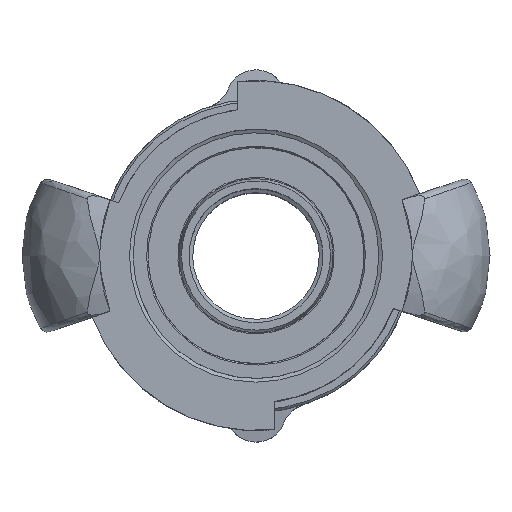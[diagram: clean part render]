
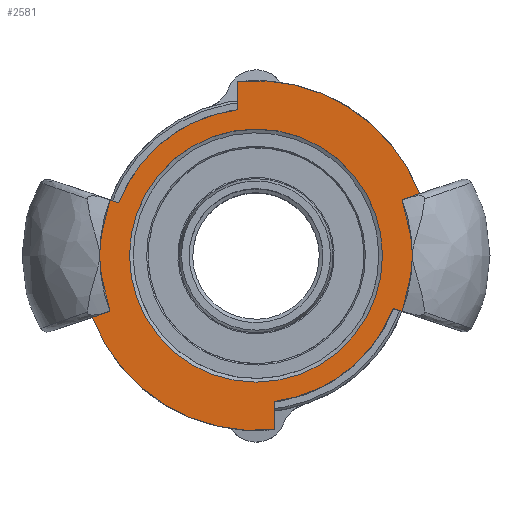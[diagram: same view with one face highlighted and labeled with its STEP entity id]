
A CAD part, top view. The second image highlights one B-rep face of the part: STEP entity #2581.
In plain terms, the highlighted planar face has unit normal (0, 0, 1).
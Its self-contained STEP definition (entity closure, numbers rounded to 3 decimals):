
#205=LINE('',#4694,#332);
#206=LINE('',#4698,#333);
#207=LINE('',#4701,#334);
#208=LINE('',#4703,#335);
#209=LINE('',#4707,#336);
#210=LINE('',#4710,#337);
#332=VECTOR('',#3296,10.);
#333=VECTOR('',#3299,10.);
#334=VECTOR('',#3302,10.);
#335=VECTOR('',#3303,10.);
#336=VECTOR('',#3306,10.);
#337=VECTOR('',#3309,10.);
#443=FACE_BOUND('',#651,.T.);
#504=FACE_OUTER_BOUND('',#650,.T.);
#650=EDGE_LOOP('',(#1890,#1891,#1892,#1893,#1894,#1895,#1896,#1897,#1898,
#1899,#1900,#1901));
#651=EDGE_LOOP('',(#1902,#1903));
#808=CIRCLE('',#2789,17.);
#809=CIRCLE('',#2790,17.);
#820=CIRCLE('',#2805,19.75);
#823=CIRCLE('',#2809,19.75);
#826=CIRCLE('',#2814,25.5);
#827=CIRCLE('',#2815,23.497);
#828=CIRCLE('',#2816,25.5);
#829=CIRCLE('',#2817,23.5);
#1020=VERTEX_POINT('',#4235);
#1021=VERTEX_POINT('',#4236);
#1046=VERTEX_POINT('',#4578);
#1047=VERTEX_POINT('',#4580);
#1053=VERTEX_POINT('',#4628);
#1054=VERTEX_POINT('',#4630);
#1061=VERTEX_POINT('',#4693);
#1062=VERTEX_POINT('',#4695);
#1063=VERTEX_POINT('',#4697);
#1064=VERTEX_POINT('',#4699);
#1065=VERTEX_POINT('',#4702);
#1066=VERTEX_POINT('',#4704);
#1067=VERTEX_POINT('',#4706);
#1068=VERTEX_POINT('',#4708);
#1319=EDGE_CURVE('',#1020,#1021,#808,.T.);
#1320=EDGE_CURVE('',#1021,#1020,#809,.T.);
#1352=EDGE_CURVE('',#1046,#1047,#820,.T.);
#1360=EDGE_CURVE('',#1053,#1054,#823,.T.);
#1368=EDGE_CURVE('',#1061,#1053,#205,.T.);
#1369=EDGE_CURVE('',#1062,#1061,#826,.T.);
#1370=EDGE_CURVE('',#1063,#1062,#206,.T.);
#1371=EDGE_CURVE('',#1063,#1064,#827,.T.);
#1372=EDGE_CURVE('',#1064,#1047,#207,.T.);
#1373=EDGE_CURVE('',#1065,#1046,#208,.T.);
#1374=EDGE_CURVE('',#1066,#1065,#828,.T.);
#1375=EDGE_CURVE('',#1067,#1066,#209,.T.);
#1376=EDGE_CURVE('',#1067,#1068,#829,.T.);
#1377=EDGE_CURVE('',#1068,#1054,#210,.T.);
#1890=ORIENTED_EDGE('',*,*,#1368,.F.);
#1891=ORIENTED_EDGE('',*,*,#1369,.F.);
#1892=ORIENTED_EDGE('',*,*,#1370,.F.);
#1893=ORIENTED_EDGE('',*,*,#1371,.T.);
#1894=ORIENTED_EDGE('',*,*,#1372,.T.);
#1895=ORIENTED_EDGE('',*,*,#1352,.F.);
#1896=ORIENTED_EDGE('',*,*,#1373,.F.);
#1897=ORIENTED_EDGE('',*,*,#1374,.F.);
#1898=ORIENTED_EDGE('',*,*,#1375,.F.);
#1899=ORIENTED_EDGE('',*,*,#1376,.T.);
#1900=ORIENTED_EDGE('',*,*,#1377,.T.);
#1901=ORIENTED_EDGE('',*,*,#1360,.F.);
#1902=ORIENTED_EDGE('',*,*,#1319,.T.);
#1903=ORIENTED_EDGE('',*,*,#1320,.T.);
#2355=PLANE('',#2813);
#2581=ADVANCED_FACE('',(#504,#443),#2355,.F.);
#2789=AXIS2_PLACEMENT_3D('',#4237,#3237,#3238);
#2790=AXIS2_PLACEMENT_3D('',#4238,#3239,#3240);
#2805=AXIS2_PLACEMENT_3D('',#4581,#3273,#3274);
#2809=AXIS2_PLACEMENT_3D('',#4631,#3284,#3285);
#2813=AXIS2_PLACEMENT_3D('',#4692,#3294,#3295);
#2814=AXIS2_PLACEMENT_3D('',#4696,#3297,#3298);
#2815=AXIS2_PLACEMENT_3D('',#4700,#3300,#3301);
#2816=AXIS2_PLACEMENT_3D('',#4705,#3304,#3305);
#2817=AXIS2_PLACEMENT_3D('',#4709,#3307,#3308);
#3237=DIRECTION('center_axis',(0.,0.,
-1.));
#3238=DIRECTION('ref_axis',(-1.,0.,0.));
#3239=DIRECTION('center_axis',(0.,0.,
-1.));
#3240=DIRECTION('ref_axis',(-1.,0.,0.));
#3273=DIRECTION('center_axis',(0.,0.,
-1.));
#3274=DIRECTION('ref_axis',(1.,0.,0.));
#3284=DIRECTION('center_axis',(0.,0.,
-1.));
#3285=DIRECTION('ref_axis',(1.,0.,0.));
#3294=DIRECTION('center_axis',(0.,0.,
-1.));
#3295=DIRECTION('ref_axis',(1.,0.,0.));
#3296=DIRECTION('',(0.948,-0.319,0.));
#3297=DIRECTION('center_axis',(0.,0.,
-1.));
#3298=DIRECTION('ref_axis',(0.,1.,0.));
#3299=DIRECTION('',(-0.948,-0.319,0.));
#3300=DIRECTION('center_axis',(0.,0.,
1.));
#3301=DIRECTION('ref_axis',(-0.936,-0.353,0.));
#3302=DIRECTION('',(0.,1.,0.));
#3303=DIRECTION('',(-0.948,0.319,0.));
#3304=DIRECTION('center_axis',(0.,0.,
-1.));
#3305=DIRECTION('ref_axis',(0.,1.,0.));
#3306=DIRECTION('',(0.948,0.319,0.));
#3307=DIRECTION('center_axis',(0.,0.,
1.));
#3308=DIRECTION('ref_axis',(0.936,0.353,0.));
#3309=DIRECTION('',(0.,-1.,0.));
#4235=CARTESIAN_POINT('',(-17.,0.,-7.729));
#4236=CARTESIAN_POINT('',(17.,0.,-7.729));
#4237=CARTESIAN_POINT('Origin',(0.,0.,
-7.729));
#4238=CARTESIAN_POINT('Origin',(0.,0.,
-7.729));
#4578=CARTESIAN_POINT('',(18.429,-7.101,-7.729));
#4580=CARTESIAN_POINT('',(2.5,-19.591,-7.729));
#4581=CARTESIAN_POINT('Origin',(0.,0.,
-7.729));
#4628=CARTESIAN_POINT('',(-18.429,7.101,-7.729));
#4630=CARTESIAN_POINT('',(-2.5,19.591,-7.729));
#4631=CARTESIAN_POINT('Origin',(0.,0.,
-7.729));
#4692=CARTESIAN_POINT('Origin',(0.,12.75,-7.729));
#4693=CARTESIAN_POINT('',(-23.883,8.937,-7.729));
#4694=CARTESIAN_POINT('',(-16.054,6.301,-7.729));
#4695=CARTESIAN_POINT('',(-23.883,-8.937,-7.729));
#4696=CARTESIAN_POINT('Origin',(0.,0.,
-7.729));
#4697=CARTESIAN_POINT('',(-21.984,-8.298,-7.729));
#4698=CARTESIAN_POINT('',(-7.151,-3.302,-7.729));
#4699=CARTESIAN_POINT('',(2.5,-23.364,-7.729));
#4700=CARTESIAN_POINT('Origin',(0.,0.,
-7.729));
#4701=CARTESIAN_POINT('',(2.5,0.,-7.729));
#4702=CARTESIAN_POINT('',(23.883,-8.937,-7.729));
#4703=CARTESIAN_POINT('',(12.197,-5.002,-7.729));
#4704=CARTESIAN_POINT('',(23.883,8.937,-7.729));
#4705=CARTESIAN_POINT('Origin',(0.,0.,
-7.729));
#4706=CARTESIAN_POINT('',(21.986,8.299,-7.729));
#4707=CARTESIAN_POINT('',(11.008,4.601,-7.729));
#4708=CARTESIAN_POINT('',(-2.5,23.367,-7.729));
#4709=CARTESIAN_POINT('Origin',(0.,0.,
-7.729));
#4710=CARTESIAN_POINT('',(-2.5,0.,-7.729));
